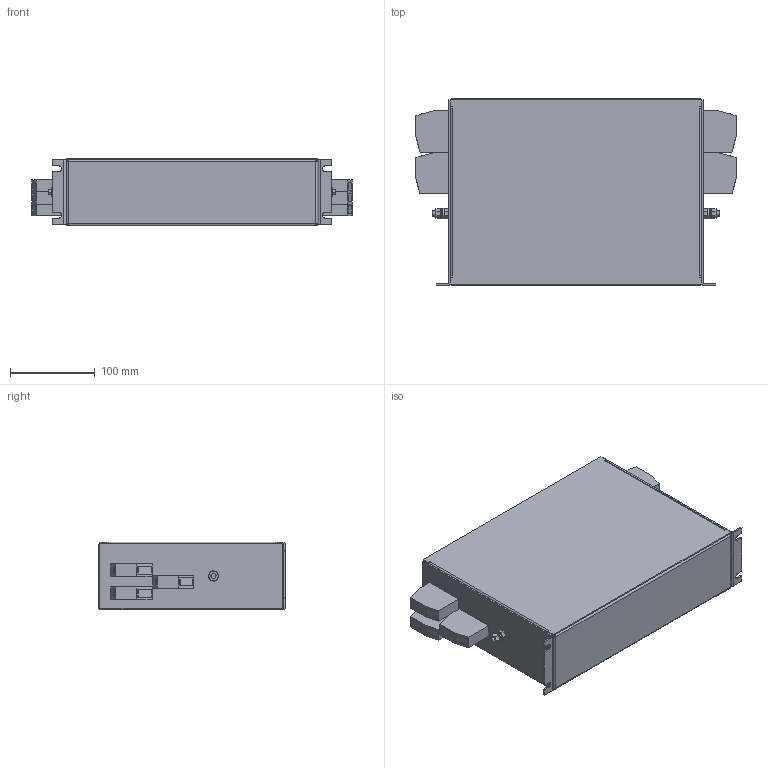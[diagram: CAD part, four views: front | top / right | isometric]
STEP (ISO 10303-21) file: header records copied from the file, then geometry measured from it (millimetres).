
FILE_DESCRIPTION (( 'STEP AP214' ), '1' );
FILE_NAME ('307199.STEP', '2020-10-09T07:20:06', ( '' ), ( '' ), 'SwSTEP 2.0', 'SolidWorks 2018', '' );
FILE_SCHEMA (( 'AUTOMOTIVE_DESIGN' ));
Length unit declared in the file: millimetre
Products named in the file (1): 307199
Bounding box: 377 x 220 x 80 mm (x, y, z)
Volume: 5406592.4 mm3; surface area: 292640.4 mm2
Topology: 1 solids, 1 shells, 285 faces, 678 edges, 418 vertices
Faces by surface type: plane 210, cylinder 59, bspline 16
Entity records: 8850 total; most frequent: CARTESIAN_POINT 2290, ORIENTED_EDGE 1356, DIRECTION 1278, EDGE_CURVE 678, VECTOR 554, LINE 554, VERTEX_POINT 418, AXIS2_PLACEMENT_3D 362
